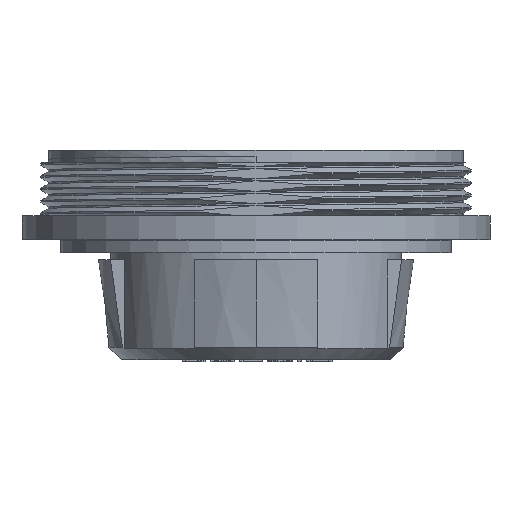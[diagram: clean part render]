
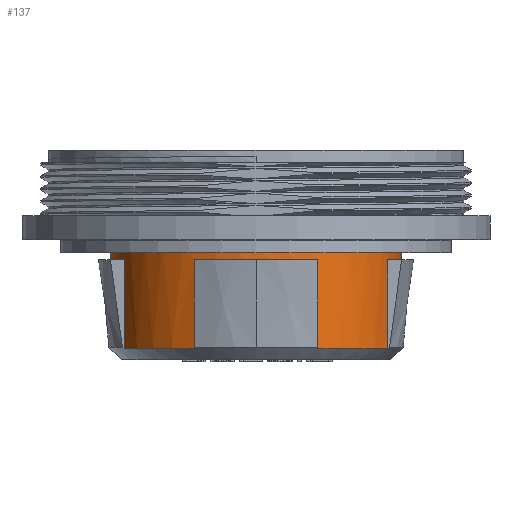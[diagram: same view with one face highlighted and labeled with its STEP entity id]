
A CAD part, front view. The second image highlights one B-rep face of the part: STEP entity #137.
In plain terms, the highlighted cylindrical face has radius 11.81 mm (diameter 23.62 mm), a partial arc.
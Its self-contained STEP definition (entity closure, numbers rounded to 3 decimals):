
#137=ADVANCED_FACE('',(#477),#478,.T.);
#477=FACE_OUTER_BOUND('',#2216,.T.);
#478=CYLINDRICAL_SURFACE('',#2217,11.81);
#2216=EDGE_LOOP('',(#3106,#3107,#3108,#3109,#3110,#3111,#3112,#3113,#3114,#3115,#3116,#3117,#3118));
#2217=AXIS2_PLACEMENT_3D('',#3119,#3120,#3121);
#3106=ORIENTED_EDGE('',*,*,#4870,.T.);
#3107=ORIENTED_EDGE('',*,*,#4871,.F.);
#3108=ORIENTED_EDGE('',*,*,#4872,.F.);
#3109=ORIENTED_EDGE('',*,*,#4873,.T.);
#3110=ORIENTED_EDGE('',*,*,#4874,.T.);
#3111=ORIENTED_EDGE('',*,*,#4875,.F.);
#3112=ORIENTED_EDGE('',*,*,#4876,.F.);
#3113=ORIENTED_EDGE('',*,*,#4877,.T.);
#3114=ORIENTED_EDGE('',*,*,#4878,.T.);
#3115=ORIENTED_EDGE('',*,*,#4879,.F.);
#3116=ORIENTED_EDGE('',*,*,#4860,.F.);
#3117=ORIENTED_EDGE('',*,*,#4858,.T.);
#3118=ORIENTED_EDGE('',*,*,#4854,.T.);
#3119=CARTESIAN_POINT('',(0.0,0.0,-17.85));
#3120=DIRECTION('',(-0.0,0.0,-1.0));
#3121=DIRECTION('',(-1.0,0.0,0.0));
#4854=EDGE_CURVE('',#5671,#5669,#5672,.T.);
#4858=EDGE_CURVE('',#5677,#5671,#5678,.T.);
#4860=EDGE_CURVE('',#5677,#5680,#5681,.T.);
#4870=EDGE_CURVE('',#5669,#5698,#5700,.T.);
#4871=EDGE_CURVE('',#5701,#5698,#5702,.T.);
#4872=EDGE_CURVE('',#5703,#5701,#5704,.T.);
#4873=EDGE_CURVE('',#5703,#5705,#5706,.T.);
#4874=EDGE_CURVE('',#5705,#5707,#5708,.T.);
#4875=EDGE_CURVE('',#5709,#5707,#5710,.T.);
#4876=EDGE_CURVE('',#5711,#5709,#5712,.T.);
#4877=EDGE_CURVE('',#5711,#5713,#5714,.T.);
#4878=EDGE_CURVE('',#5713,#5715,#5716,.T.);
#4879=EDGE_CURVE('',#5680,#5715,#5717,.T.);
#5669=VERTEX_POINT('',#8163);
#5671=VERTEX_POINT('',#8165);
#5672=CIRCLE('',#8166,11.81);
#5677=VERTEX_POINT('',#8172);
#5678=CIRCLE('',#8173,11.81);
#5680=VERTEX_POINT('',#8175);
#5681=LINE('',#8176,#8177);
#5698=VERTEX_POINT('',#8198);
#5700=LINE('',#8200,#8201);
#5701=VERTEX_POINT('',#8202);
#5702=CIRCLE('',#8203,11.81);
#5703=VERTEX_POINT('',#8204);
#5704=LINE('',#8205,#8206);
#5705=VERTEX_POINT('',#8207);
#5706=CIRCLE('',#8208,11.81);
#5707=VERTEX_POINT('',#8209);
#5708=LINE('',#8210,#8211);
#5709=VERTEX_POINT('',#8212);
#5710=CIRCLE('',#8213,11.81);
#5711=VERTEX_POINT('',#8214);
#5712=LINE('',#8215,#8216);
#5713=VERTEX_POINT('',#8217);
#5714=CIRCLE('',#8218,11.81);
#5715=VERTEX_POINT('',#8219);
#5716=LINE('',#8220,#8221);
#5717=CIRCLE('',#8222,11.81);
#8163=CARTESIAN_POINT('',(-11.81,0.0,-7.33));
#8165=CARTESIAN_POINT('',(0.0,-11.81,-7.33));
#8166=AXIS2_PLACEMENT_3D('',#9674,#9675,#9676);
#8172=CARTESIAN_POINT('',(11.81,0.0,-7.33));
#8173=AXIS2_PLACEMENT_3D('',#9684,#9685,#9686);
#8175=CARTESIAN_POINT('',(11.81,0.0,-8.91));
#8176=CARTESIAN_POINT('',(11.81,0.0,-7.33));
#8177=VECTOR('',#9690,1.58);
#8198=CARTESIAN_POINT('',(-11.81,0.0,-8.91));
#8200=CARTESIAN_POINT('',(-11.81,0.0,-7.33));
#8201=VECTOR('',#9710,1.58);
#8202=CARTESIAN_POINT('',(-10.699,-5.0,-8.91));
#8203=AXIS2_PLACEMENT_3D('',#9711,#9712,#9713);
#8204=CARTESIAN_POINT('',(-10.699,-5.0,-16.125));
#8205=CARTESIAN_POINT('',(-10.699,-5.0,-16.125));
#8206=VECTOR('',#9714,7.215);
#8207=CARTESIAN_POINT('',(-5.0,-10.699,-16.125));
#8208=AXIS2_PLACEMENT_3D('',#9715,#9716,#9717);
#8209=CARTESIAN_POINT('',(-5.0,-10.699,-8.91));
#8210=CARTESIAN_POINT('',(-5.0,-10.699,-16.125));
#8211=VECTOR('',#9718,7.215);
#8212=CARTESIAN_POINT('',(5.0,-10.699,-8.91));
#8213=AXIS2_PLACEMENT_3D('',#9719,#9720,#9721);
#8214=CARTESIAN_POINT('',(5.0,-10.699,-16.125));
#8215=CARTESIAN_POINT('',(5.0,-10.699,-16.125));
#8216=VECTOR('',#9722,7.215);
#8217=CARTESIAN_POINT('',(10.699,-5.0,-16.125));
#8218=AXIS2_PLACEMENT_3D('',#9723,#9724,#9725);
#8219=CARTESIAN_POINT('',(10.699,-5.0,-8.91));
#8220=CARTESIAN_POINT('',(10.699,-5.0,-16.125));
#8221=VECTOR('',#9726,7.215);
#8222=AXIS2_PLACEMENT_3D('',#9727,#9728,#9729);
#9674=CARTESIAN_POINT('',(0.0,0.0,-7.33));
#9675=DIRECTION('',(0.0,0.0,-1.0));
#9676=DIRECTION('',(0.0,-1.0,0.0));
#9684=CARTESIAN_POINT('',(0.0,0.0,-7.33));
#9685=DIRECTION('',(0.0,0.0,-1.0));
#9686=DIRECTION('',(1.0,0.0,0.0));
#9690=DIRECTION('',(0.0,0.0,-1.0));
#9710=DIRECTION('',(0.0,0.0,-1.0));
#9711=CARTESIAN_POINT('',(0.0,0.0,-8.91));
#9712=DIRECTION('',(-0.0,0.0,-1.0));
#9713=DIRECTION('',(-0.906,-0.423,0.0));
#9714=DIRECTION('',(0.0,0.0,1.0));
#9715=CARTESIAN_POINT('',(0.0,0.0,-16.125));
#9716=DIRECTION('',(0.0,0.0,1.0));
#9717=DIRECTION('',(-0.906,-0.423,0.0));
#9718=DIRECTION('',(0.0,0.0,1.0));
#9719=CARTESIAN_POINT('',(0.0,0.0,-8.91));
#9720=DIRECTION('',(0.0,0.0,-1.0));
#9721=DIRECTION('',(0.423,-0.906,0.0));
#9722=DIRECTION('',(0.0,0.0,1.0));
#9723=CARTESIAN_POINT('',(0.0,0.0,-16.125));
#9724=DIRECTION('',(0.0,0.0,1.0));
#9725=DIRECTION('',(0.423,-0.906,0.0));
#9726=DIRECTION('',(0.0,0.0,1.0));
#9727=CARTESIAN_POINT('',(0.0,0.0,-8.91));
#9728=DIRECTION('',(0.0,0.0,-1.0));
#9729=DIRECTION('',(1.0,0.0,0.0));
